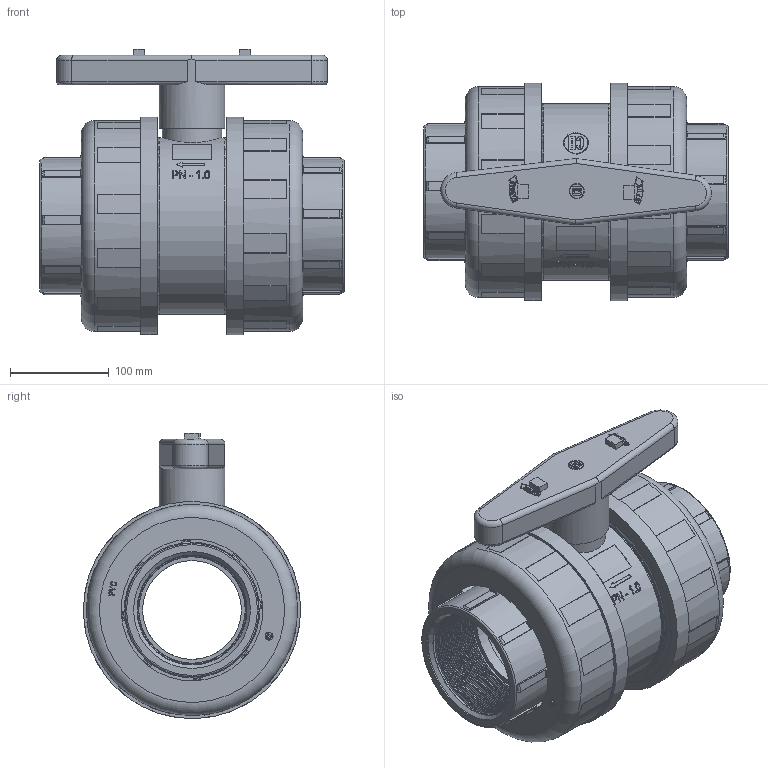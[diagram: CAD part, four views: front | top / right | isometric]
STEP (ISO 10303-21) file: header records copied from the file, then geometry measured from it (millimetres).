
FILE_DESCRIPTION( ( 'Unknown' ), '1' );
FILE_NAME( '1053110.stp', 'Unknown', ( 'Unknown' ), ( 'Unknown' ), 'PSStep 16.0.42', 'Unknown', ' ' );
FILE_SCHEMA( ( 'AUTOMOTIVE_DESIGN { 1 0 10303 214 1 1 1 1 }' ) );
Length unit declared in the file: millimetre
Products named in the file (7): Assem1; Cuerpo v_bola ø 110-125 mm; llave mano de paso ø110; Tuerca ø110; Tuerca ø110-oa0; Manguito roscado ø 110; Manguito roscado ø 110-oa1
Assembly tree (6 placements, depth 2):
  Assem1
    Cuerpo v_bola ø 110-125 mm
    llave mano de paso ø110
    Tuerca ø110
    Tuerca ø110-oa0
    Manguito roscado ø 110
    Manguito roscado ø 110-oa1
Bounding box: 308 x 219.91 x 288.68 mm (x, y, z)
Volume: 4335638.9 mm3; surface area: 825372.6 mm2
Topology: 6 solids, 6 shells, 1178 faces, 3130 edges, 2029 vertices
Faces by surface type: plane 633, cylinder 360, extrusion 60, torus 57, bspline 48, cone 20
Full cylindrical faces by diameter (mm): 7.68 x2, 8 x2, 14.26 x1, 15.5 x1, 24 x1, 25 x1, 40.3 x1, 60 x1, 61.43 x1, 66.69 x1, 100 x2, 108.5 x1, 110.21 x46, 116.5 x1, 118.21 x2, 121.5 x1, 131.4 x1, 135.21 x2, 136.5 x1, 143.561 x2, 144 x1, 151.7 x1, 164.88 x2, 170 x22, 178.892 x2, 179 x1, 184.316 x14, 202.68 x2, 213.356 x2, 219.916 x2
Entity records: 71602 total; most frequent: CARTESIAN_POINT 36456, ORIENTED_EDGE 5590, DIRECTION 5057, EDGE_CURVE 2795, VERTEX_POINT 1863, VECTOR 1735, LINE 1675, AXIS2_PLACEMENT_3D 1661
